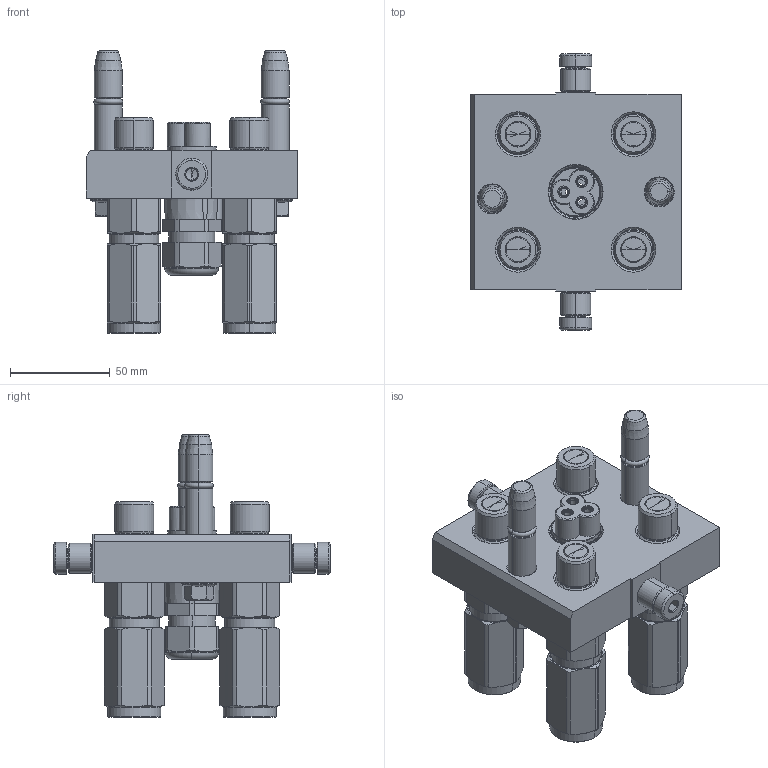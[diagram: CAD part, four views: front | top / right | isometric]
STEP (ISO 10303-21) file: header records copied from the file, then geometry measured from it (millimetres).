
FILE_DESCRIPTION (( 'STEP AP214' ), '1' );
FILE_NAME ('FASTER.step', '2023-08-22T00:03:53', ( '' ), ( '' ), 'SwSTEP 2.0', 'SolidWorks 2017', '' );
FILE_SCHEMA (( 'AUTOMOTIVE_DESIGN' ));
Length unit declared in the file: millimetre
Products named in the file (14): et002; or2_62x9_19_m; P506-1_M_BASE; FASTER; 1540_080_0008_000; corpospel08-3m; 4830_010_0000_011; conn_3p_m; 3ffnp38-12g_m; 4830_044_0000_000; 4830_028_1000_011; 4830_013_3000_030; 4830_021_0000_000
Assembly tree (23 placements, depth 3):
  FASTER
    P506-1_M_BASE
      4830_010_0000_011
      4830_021_0000_000  x2
      1540_080_0008_000  x2
      4830_013_3000_030  x2
      4830_028_1000_011  x2
      or2_62x9_19_m  x2
    3ffnp38-12g_m  x4
      3ffnp38-12g_m
    conn_3p_m
      4830_044_0000_000  x3
      corpospel08-3m
    et002
Bounding box: 106.3 x 138.6 x 141.8 mm (x, y, z)
Volume: 2873.9 mm3; surface area: 124789.1 mm2
Topology: 5 solids, 64 shells, 1994 faces, 5616 edges, 3698 vertices
Faces by surface type: plane 1027, cylinder 394, cone 358, torus 135, bspline 74, sphere 6
Entity records: 49060 total; most frequent: CARTESIAN_POINT 12035, ORIENTED_EDGE 6813, DIRECTION 6557, EDGE_CURVE 3543, VECTOR 2447, LINE 2447, VERTEX_POINT 2325, AXIS2_PLACEMENT_3D 2055
